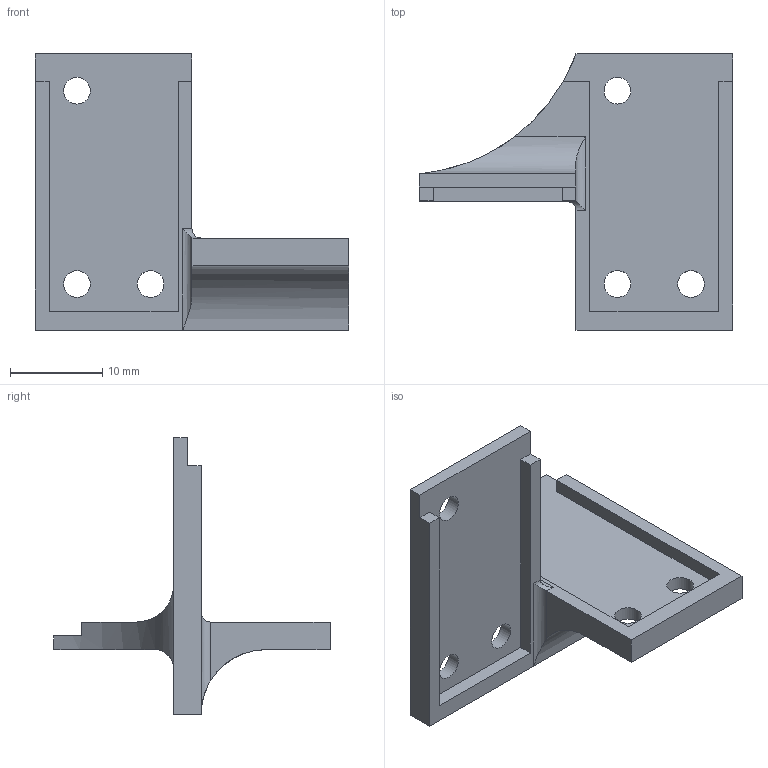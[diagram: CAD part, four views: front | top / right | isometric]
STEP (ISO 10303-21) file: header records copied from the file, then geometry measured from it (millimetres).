
FILE_DESCRIPTION(/* description */ (''),/* implementation_level */ '2;1');
FILE_NAME(/* name */ 'soporte0.5.stp',/* time_stamp */ '2015-09-21T10:39:53+02:00',/* author */ ('Startic'),/* organization */ (''),/* preprocessor_version */ 'ST-DEVELOPER v16.1',/* originating_system */ 'Autodesk Inventor LT ',/* authorisation */ '');
FILE_SCHEMA (('AUTOMOTIVE_DESIGN { 1 0 10303 214 3 1 1 }'));
Length unit declared in the file: millimetre
Products named in the file (1): soporte0.5
Bounding box: 34 x 30 x 30 mm (x, y, z)
Volume: 2601.2 mm3; surface area: 2993.9 mm2
Topology: 1 solids, 1 shells, 39 faces, 110 edges, 71 vertices
Faces by surface type: plane 26, cylinder 13
Full cylindrical faces by diameter (mm): 2.9 x6
Entity records: 1333 total; most frequent: CARTESIAN_POINT 293, ORIENTED_EDGE 208, DIRECTION 199, EDGE_CURVE 104, LINE 77, VECTOR 77, VERTEX_POINT 71, AXIS2_PLACEMENT_3D 61
